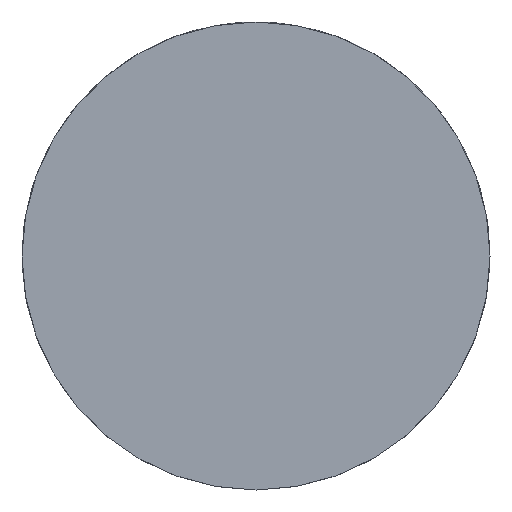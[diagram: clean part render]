
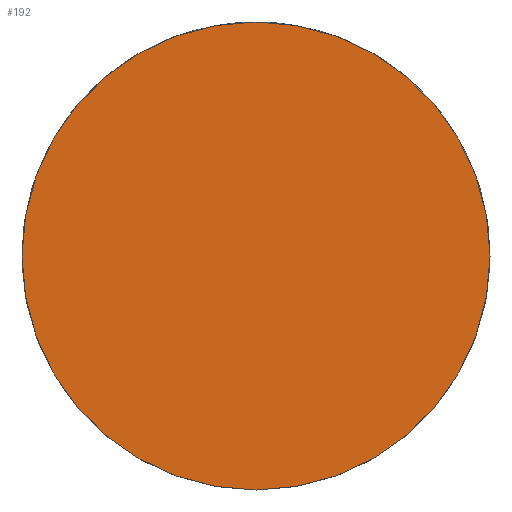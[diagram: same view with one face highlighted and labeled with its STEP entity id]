
A CAD part, front view. The second image highlights one B-rep face of the part: STEP entity #192.
In plain terms, the highlighted planar face has unit normal (0, -1, 0).
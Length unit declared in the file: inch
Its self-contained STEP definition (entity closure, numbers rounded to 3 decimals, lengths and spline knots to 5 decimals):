
#35=FACE_OUTER_BOUND('',#47,.T.);
#47=EDGE_LOOP('',(#171));
#83=CIRCLE('',#211,0.177);
#100=VERTEX_POINT('',#326);
#125=EDGE_CURVE('',#100,#100,#83,.T.);
#171=ORIENTED_EDGE('',*,*,#125,.T.);
#181=PLANE('',#212);
#192=ADVANCED_FACE('',(#35),#181,.F.);
#211=AXIS2_PLACEMENT_3D('',#327,#260,#261);
#212=AXIS2_PLACEMENT_3D('',#328,#262,#263);
#260=DIRECTION('center_axis',(0.,-1.,0.));
#261=DIRECTION('ref_axis',(0.,0.,-1.));
#262=DIRECTION('center_axis',(0.,1.,0.));
#263=DIRECTION('ref_axis',(0.,0.,1.));
#326=CARTESIAN_POINT('',(0.,0.,-0.177));
#327=CARTESIAN_POINT('Origin',(0.,0.,0.));
#328=CARTESIAN_POINT('Origin',(0.,0.,-0.177));
